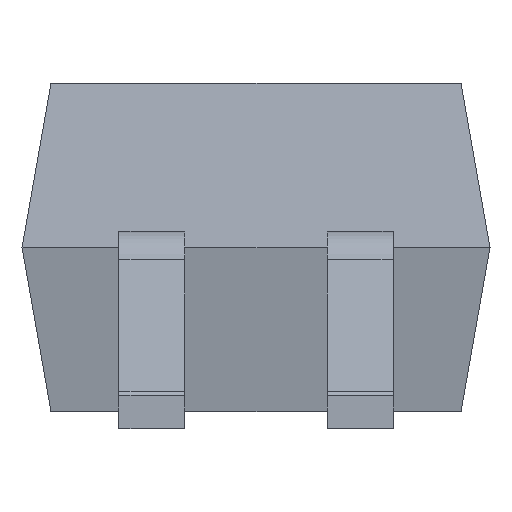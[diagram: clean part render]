
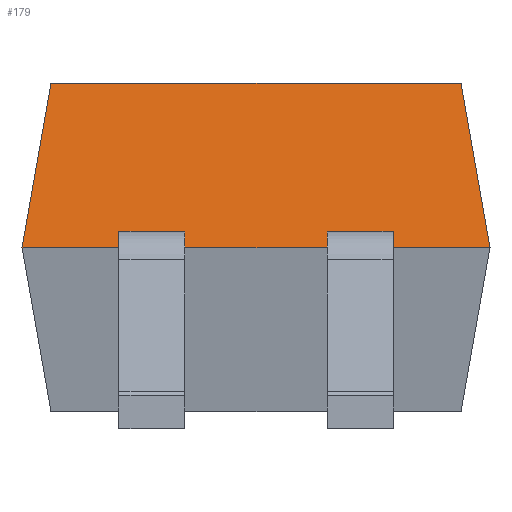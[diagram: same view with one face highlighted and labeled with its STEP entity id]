
A CAD part, left-side view. The second image highlights one B-rep face of the part: STEP entity #179.
In plain terms, the highlighted planar face has unit normal (-0.985, 0, 0.174).
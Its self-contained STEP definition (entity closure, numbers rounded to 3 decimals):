
#105 = VERTEX_POINT('',#106);
#106 = CARTESIAN_POINT('',(-2.024,1.198,2.102
    ));
#112 = EDGE_CURVE('',#105,#113,#115,.T.);
#113 = VERTEX_POINT('',#114);
#114 = CARTESIAN_POINT('',(-2.024,-1.299,
    2.102));
#115 = LINE('',#116,#117);
#116 = CARTESIAN_POINT('',(-2.024,-0.051,2.102));
#117 = VECTOR('',#118,1.);
#118 = DIRECTION('',(0.,-1.,0.));
#161 = VERTEX_POINT('',#162);
#162 = CARTESIAN_POINT('',(-2.2,1.374,1.102));
#168 = EDGE_CURVE('',#105,#161,#169,.T.);
#169 = LINE('',#170,#171);
#170 = CARTESIAN_POINT('',(-1.964,1.139,2.437
    ));
#171 = VECTOR('',#172,1.);
#172 = DIRECTION('',(-0.171,0.171,-0.97));
#179 = ADVANCED_FACE('',(#180),#262,.F.);
#180 = FACE_BOUND('',#181,.F.);
#181 = EDGE_LOOP('',(#182,#183,#184,#192,#200,#208,#216,#224,#232,#240,
    #248,#256));
#182 = ORIENTED_EDGE('',*,*,#168,.F.);
#183 = ORIENTED_EDGE('',*,*,#112,.T.);
#184 = ORIENTED_EDGE('',*,*,#185,.F.);
#185 = EDGE_CURVE('',#186,#113,#188,.T.);
#186 = VERTEX_POINT('',#187);
#187 = CARTESIAN_POINT('',(-2.2,-1.476,1.102));
#188 = LINE('',#189,#190);
#189 = CARTESIAN_POINT('',(-1.964,-1.24,
    2.437));
#190 = VECTOR('',#191,1.);
#191 = DIRECTION('',(0.171,0.171,0.97));
#192 = ORIENTED_EDGE('',*,*,#193,.F.);
#193 = EDGE_CURVE('',#194,#186,#196,.T.);
#194 = VERTEX_POINT('',#195);
#195 = CARTESIAN_POINT('',(-2.2,-0.886,1.102));
#196 = LINE('',#197,#198);
#197 = CARTESIAN_POINT('',(-2.2,1.374,1.102));
#198 = VECTOR('',#199,1.);
#199 = DIRECTION('',(0.,-1.,0.));
#200 = ORIENTED_EDGE('',*,*,#201,.F.);
#201 = EDGE_CURVE('',#202,#194,#204,.T.);
#202 = VERTEX_POINT('',#203);
#203 = CARTESIAN_POINT('',(-2.182,-0.886,1.202));
#204 = LINE('',#205,#206);
#205 = CARTESIAN_POINT('',(-2.063,-0.886,1.878));
#206 = VECTOR('',#207,1.);
#207 = DIRECTION('',(-0.174,0.,-0.985)
  );
#208 = ORIENTED_EDGE('',*,*,#209,.T.);
#209 = EDGE_CURVE('',#202,#210,#212,.T.);
#210 = VERTEX_POINT('',#211);
#211 = CARTESIAN_POINT('',(-2.182,-0.486,1.202));
#212 = LINE('',#213,#214);
#213 = CARTESIAN_POINT('',(-2.182,-0.051,1.202));
#214 = VECTOR('',#215,1.);
#215 = DIRECTION('',(0.,1.,0.));
#216 = ORIENTED_EDGE('',*,*,#217,.F.);
#217 = EDGE_CURVE('',#218,#210,#220,.T.);
#218 = VERTEX_POINT('',#219);
#219 = CARTESIAN_POINT('',(-2.2,-0.486,1.102));
#220 = LINE('',#221,#222);
#221 = CARTESIAN_POINT('',(-2.13,-0.486,1.5));
#222 = VECTOR('',#223,1.);
#223 = DIRECTION('',(0.174,0.,0.985)
  );
#224 = ORIENTED_EDGE('',*,*,#225,.F.);
#225 = EDGE_CURVE('',#226,#218,#228,.T.);
#226 = VERTEX_POINT('',#227);
#227 = CARTESIAN_POINT('',(-2.2,0.384,1.102));
#228 = LINE('',#229,#230);
#229 = CARTESIAN_POINT('',(-2.2,1.374,1.102));
#230 = VECTOR('',#231,1.);
#231 = DIRECTION('',(0.,-1.,0.));
#232 = ORIENTED_EDGE('',*,*,#233,.F.);
#233 = EDGE_CURVE('',#234,#226,#236,.T.);
#234 = VERTEX_POINT('',#235);
#235 = CARTESIAN_POINT('',(-2.182,0.384,1.202));
#236 = LINE('',#237,#238);
#237 = CARTESIAN_POINT('',(-2.13,0.384,1.5));
#238 = VECTOR('',#239,1.);
#239 = DIRECTION('',(-0.174,0.,-0.985)
  );
#240 = ORIENTED_EDGE('',*,*,#241,.T.);
#241 = EDGE_CURVE('',#234,#242,#244,.T.);
#242 = VERTEX_POINT('',#243);
#243 = CARTESIAN_POINT('',(-2.182,0.784,1.202));
#244 = LINE('',#245,#246);
#245 = CARTESIAN_POINT('',(-2.182,-0.051,1.202));
#246 = VECTOR('',#247,1.);
#247 = DIRECTION('',(0.,1.,0.));
#248 = ORIENTED_EDGE('',*,*,#249,.F.);
#249 = EDGE_CURVE('',#250,#242,#252,.T.);
#250 = VERTEX_POINT('',#251);
#251 = CARTESIAN_POINT('',(-2.2,0.784,1.102));
#252 = LINE('',#253,#254);
#253 = CARTESIAN_POINT('',(-2.063,0.784,1.878));
#254 = VECTOR('',#255,1.);
#255 = DIRECTION('',(0.174,0.,0.985)
  );
#256 = ORIENTED_EDGE('',*,*,#257,.F.);
#257 = EDGE_CURVE('',#161,#250,#258,.T.);
#258 = LINE('',#259,#260);
#259 = CARTESIAN_POINT('',(-2.2,1.374,1.102));
#260 = VECTOR('',#261,1.);
#261 = DIRECTION('',(0.,-1.,0.));
#262 = PLANE('',#263);
#263 = AXIS2_PLACEMENT_3D('',#264,#265,#266);
#264 = CARTESIAN_POINT('',(-2.024,-0.051,2.102));
#265 = DIRECTION('',(0.985,0.,-0.174
    ));
#266 = DIRECTION('',(0.,-1.,0.));
